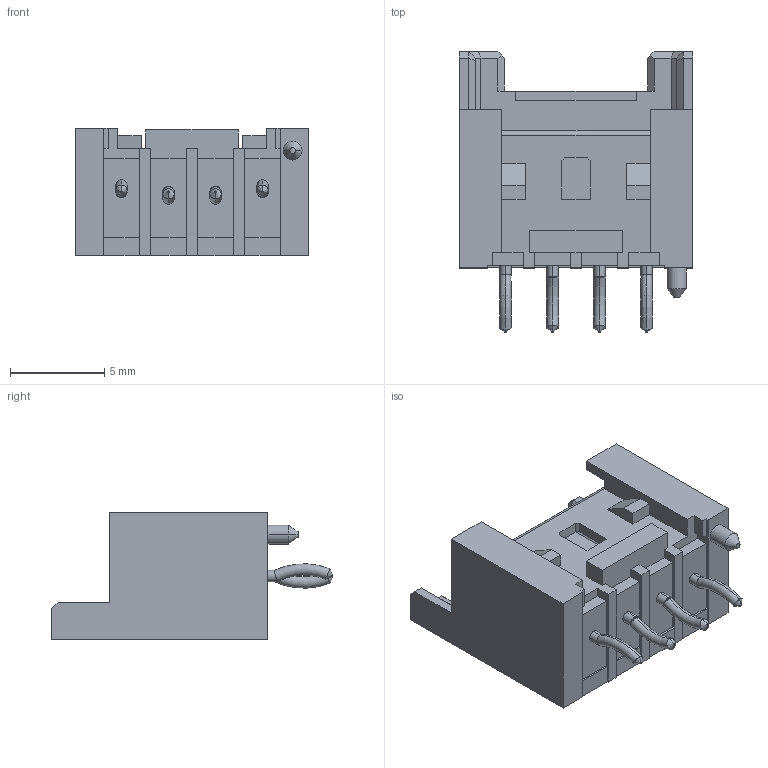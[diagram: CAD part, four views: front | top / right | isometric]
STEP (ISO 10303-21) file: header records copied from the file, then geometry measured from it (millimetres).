
FILE_DESCRIPTION(('STEP AP242'),'1');
FILE_NAME('533750410.stp','2021-06-14T18:24:56',('TraceParts'),('TraceParts S.A.'),'Spatial InterOp 3D',' ',' ');
FILE_SCHEMA(('AP242_MANAGED_MODEL_BASED_3D_ENGINEERING_MIM_LF {1 0 10303 442 1 1 4}'));
Length unit declared in the file: millimetre
Products named in the file (1): 533750410
Bounding box: 12.4 x 14.93 x 6.8 mm (x, y, z)
Volume: 339.4 mm3; surface area: 836.8 mm2
Topology: 1 solids, 1 shells, 190 faces, 487 edges, 308 vertices
Faces by surface type: plane 136, cylinder 20, torus 16, cone 10, bspline 8
Entity records: 6291 total; most frequent: CARTESIAN_POINT 1725, ORIENTED_EDGE 974, DIRECTION 875, EDGE_CURVE 487, LINE 393, VECTOR 393, VERTEX_POINT 308, AXIS2_PLACEMENT_3D 241
